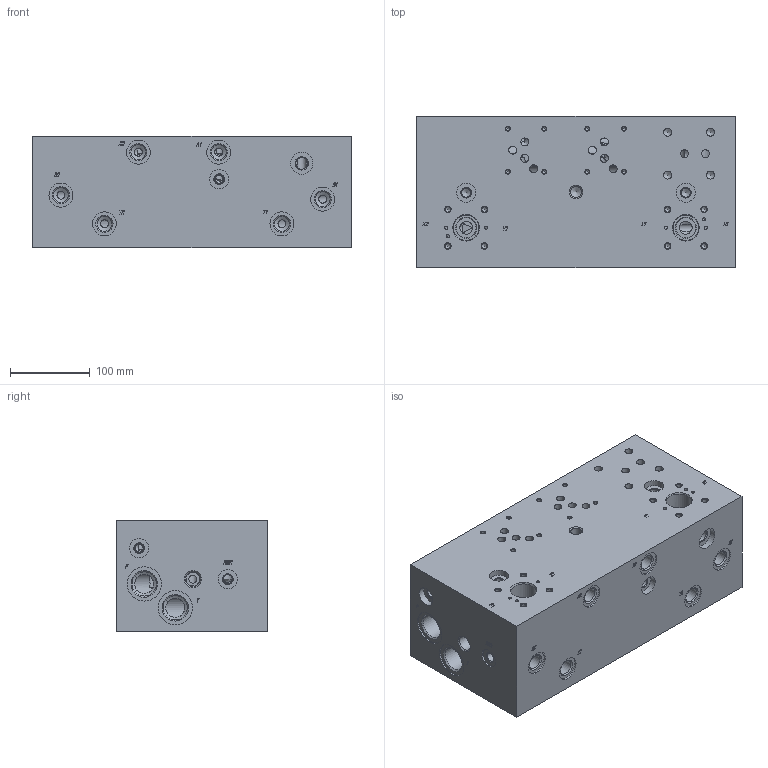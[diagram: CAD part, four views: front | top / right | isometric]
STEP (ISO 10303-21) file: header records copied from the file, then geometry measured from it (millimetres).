
FILE_DESCRIPTION(('STEP AP214'), '1');
FILE_NAME('À000.20.04.00.01 Ïëèòà ïîä LFA (óâåëè÷.) ñëèâ îáùèé', '', ('UNSPECIFIED'), ('UNSPECIFIED'), 'C3D Converter', 'C3D Toolkit', '');
FILE_SCHEMA(('AUTOMOTIVE_DESIGN { 1 0 10303 214 3 1 1}'));
Length unit declared in the file: millimetre
Products named in the file (1): А000.20.04.00.01
Bounding box: 400 x 190 x 140 mm (x, y, z)
Volume: 9758281 mm3; surface area: 499292.8 mm2
Topology: 1 solids, 1 shells, 1067 faces, 2887 edges, 1886 vertices
Faces by surface type: extrusion 484, plane 345, cone 121, cylinder 117
Full cylindrical faces by diameter (mm): 4 x6, 4.917 x8, 6.647 x8, 10 x24, 10.106 x8, 11.445 x13, 13.835 x1, 14.95 x3, 16 x2, 17 x2, 18 x2, 18.632 x8, 24 x9, 25 x2, 28 x5, 30 x6, 30.292 x4, 32 x2, 43 x4
Entity records: 50065 total; most frequent: CARTESIAN_POINT 17374, ORIENTED_EDGE 5260, DIRECTION 3498, EDGE_CURVE 2630, VERTEX_POINT 1850, VECTOR 1778, B_SPLINE_CURVE_WITH_KNOTS 1543, EDGE_LOOP 1421
